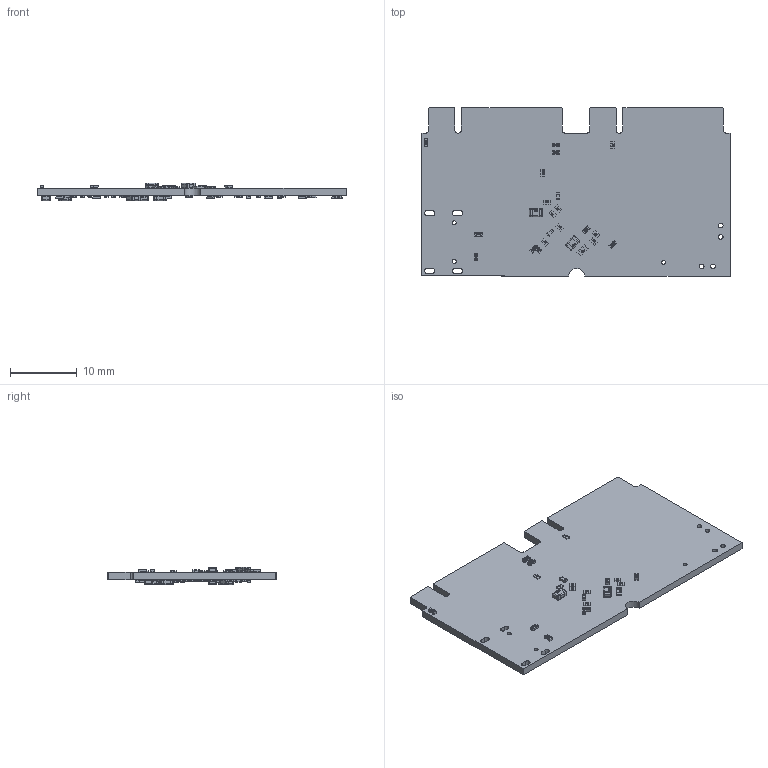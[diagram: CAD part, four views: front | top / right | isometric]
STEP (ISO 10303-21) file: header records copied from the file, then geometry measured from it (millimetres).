
FILE_DESCRIPTION(('Open CASCADE Model'),'2;1');
FILE_NAME('Open CASCADE Shape Model','2023-07-21T15:23:36',('Author'),( 'Open CASCADE'),'Open CASCADE STEP processor 6.8','Open CASCADE 6.8' ,'Unknown');
FILE_SCHEMA(('AUTOMOTIVE_DESIGN { 1 0 10303 214 1 1 1 1 }'));
Length unit declared in the file: millimetre
Products named in the file (85): PCB; Board; Open CASCADE STEP translator 6.8 2.1.1; Open CASCADE STEP translator 6.8 2.1.1.1; RL; User_Library-0805_SMD_Capacitor; RY; RP; User_Library-RES_1005-0402; RIIC3; RIIC2; RIIC1; Ct; 0402_SMD_Capacitor; C15; Cv13; Rt; C1; C2; C3; User_Library-0603_SMD_Capacitor; C4; C5; C6; C7; C8; C9; C10; C11; C12; C13; C14; Cm1; Cn1; Cv1; Cv2; Cv3; Cv4; Cv6; Cv7 ...
Assembly tree (155 placements, depth 4):
  PCB
    Board
      Open CASCADE STEP translator 6.8 2.1.1
        Open CASCADE STEP translator 6.8 2.1.1.1
    RL
      User_Library-0805_SMD_Capacitor
    RY
      User_Library-0805_SMD_Capacitor
    RP
      User_Library-RES_1005-0402
    RIIC3
      User_Library-RES_1005-0402
    RIIC2
      User_Library-RES_1005-0402
    RIIC1
      User_Library-RES_1005-0402
    Ct
      0402_SMD_Capacitor
    C15
      0402_SMD_Capacitor
    Cv13
      0402_SMD_Capacitor
    Rt
      User_Library-RES_1005-0402
    C1
      0402_SMD_Capacitor
    C2
      0402_SMD_Capacitor
    C3
      User_Library-0603_SMD_Capacitor
    C4
      0402_SMD_Capacitor
    C5
      0402_SMD_Capacitor
    C6
      0402_SMD_Capacitor
    C7
      0402_SMD_Capacitor
    C8
      User_Library-0603_SMD_Capacitor
    C9
      0402_SMD_Capacitor
    C10
      0402_SMD_Capacitor
    C11
      0402_SMD_Capacitor
    C12
      0402_SMD_Capacitor
    C13
      0402_SMD_Capacitor
    C14
      0402_SMD_Capacitor
    Cm1
      0402_SMD_Capacitor
    Cn1
      0402_SMD_Capacitor
    Cv1
      0402_SMD_Capacitor
    Cv2
      0402_SMD_Capacitor
Bounding box: 46.43 x 25.27 x 2.67 mm (x, y, z)
Volume: 1296.5 mm3; surface area: 2750.7 mm2
Topology: 149 solids, 149 shells, 6576 faces, 15858 edges, 9540 vertices
Faces by surface type: plane 3317, bspline 1699, cylinder 1104, sphere 456
Full cylindrical faces by diameter (mm): 0.6 x3, 0.7 x4
Entity records: 27515 total; most frequent: CARTESIAN_POINT 12762, ORIENTED_EDGE 2286, DIRECTION 2115, EDGE_CURVE 1143, AXIS2_PLACEMENT_3D 711, VERTEX_POINT 706, LINE 693, VECTOR 693
